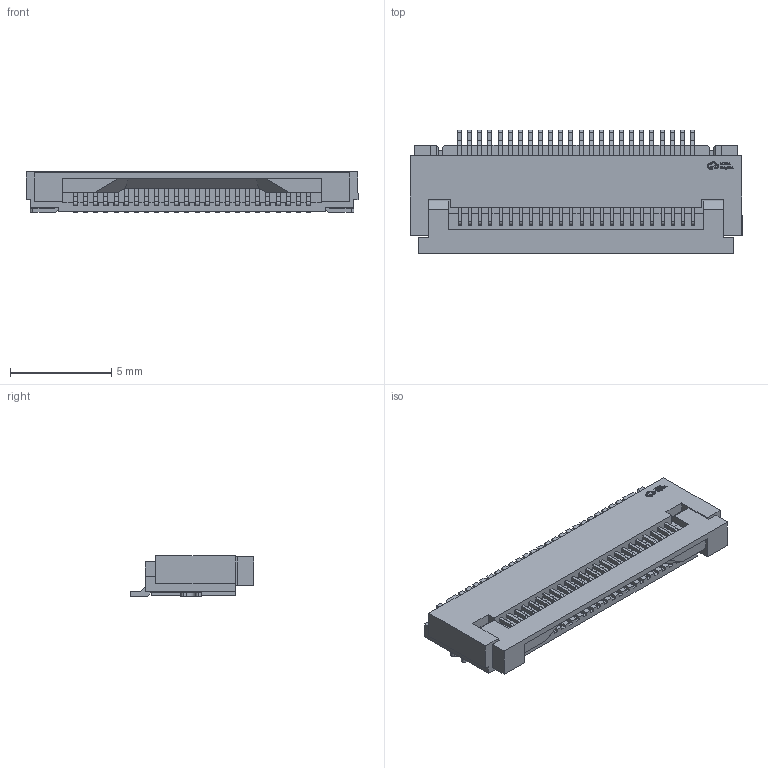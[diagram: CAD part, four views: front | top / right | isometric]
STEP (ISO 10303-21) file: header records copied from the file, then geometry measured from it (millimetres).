
FILE_DESCRIPTION (( 'STEP AP214' ), '1' );
FILE_NAME ('FPC-SMD_24P-P0.50_AFC01-S24FCA-00.STEP', '2024-12-24T13:40:16', ( 'User' ), ( 'China' ), 'SwSTEP 2.0', 'SolidWorks 2020', '' );
FILE_SCHEMA (( 'AUTOMOTIVE_DESIGN' ));
Length unit declared in the file: millimetre
Products named in the file (1): FPC-SMD_24P-P0.50_AFC01-S24FCA-00
Bounding box: 16.4 x 6.1 x 2.01 mm (x, y, z)
Volume: 103.4 mm3; surface area: 459.8 mm2
Topology: 1 solids, 1 shells, 1102 faces, 3153 edges, 2048 vertices
Faces by surface type: plane 919, bspline 98, cylinder 85
Entity records: 48015 total; most frequent: CARTESIAN_POINT 7610, ORIENTED_EDGE 6306, DIRECTION 5133, EDGE_CURVE 3153, VECTOR 2783, LINE 2783, VERTEX_POINT 2048, AXIS2_PLACEMENT_3D 1175
